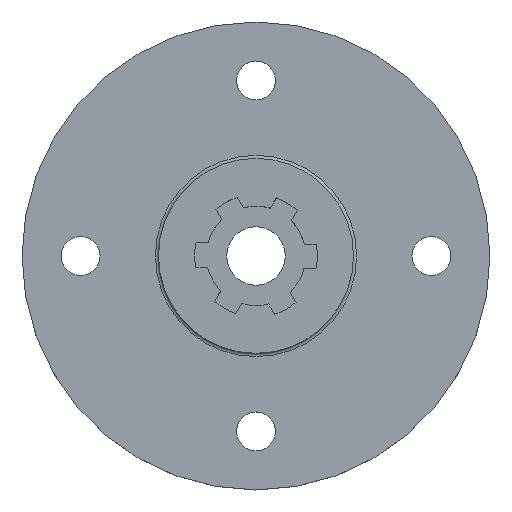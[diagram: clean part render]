
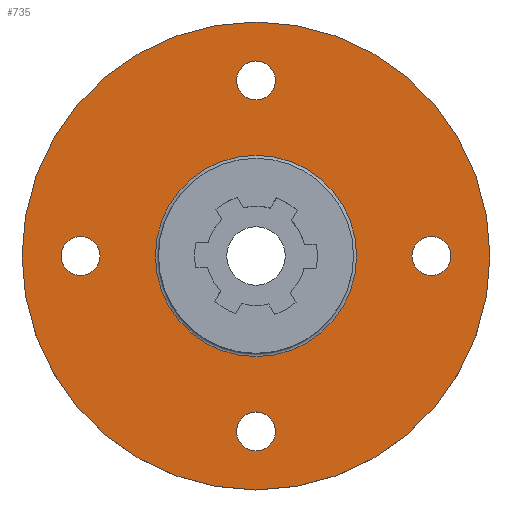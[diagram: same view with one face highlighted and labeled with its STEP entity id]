
A CAD part, top view. The second image highlights one B-rep face of the part: STEP entity #735.
In plain terms, the highlighted planar face has unit normal (0, 0, 1).
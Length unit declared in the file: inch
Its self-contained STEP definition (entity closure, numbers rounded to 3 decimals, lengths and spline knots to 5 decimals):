
#130=PLANE($,#785);
#173=FACE_BOUND($,#244,.T.);
#174=FACE_BOUND($,#245,.T.);
#175=FACE_BOUND($,#246,.T.);
#176=FACE_BOUND($,#247,.T.);
#177=FACE_BOUND($,#248,.T.);
#201=FACE_OUTER_BOUND($,#243,.T.);
#243=EDGE_LOOP($,(#531));
#244=EDGE_LOOP($,(#532));
#245=EDGE_LOOP($,(#533));
#246=EDGE_LOOP($,(#534));
#247=EDGE_LOOP($,(#535));
#248=EDGE_LOOP($,(#536));
#308=CIRCLE($,#782,0.645);
#310=CIRCLE($,#786,1.5);
#311=CIRCLE($,#787,0.125);
#312=CIRCLE($,#788,0.125);
#313=CIRCLE($,#789,0.125);
#314=CIRCLE($,#790,0.125);
#352=VERTEX_POINT($,#1108);
#354=VERTEX_POINT($,#1114);
#355=VERTEX_POINT($,#1116);
#356=VERTEX_POINT($,#1118);
#357=VERTEX_POINT($,#1120);
#358=VERTEX_POINT($,#1122);
#426=EDGE_CURVE($,#352,#352,#308,.T.);
#428=EDGE_CURVE($,#354,#354,#310,.T.);
#429=EDGE_CURVE($,#355,#355,#311,.T.);
#430=EDGE_CURVE($,#356,#356,#312,.T.);
#431=EDGE_CURVE($,#357,#357,#313,.T.);
#432=EDGE_CURVE($,#358,#358,#314,.T.);
#531=ORIENTED_EDGE($,*,*,#428,.F.);
#532=ORIENTED_EDGE($,*,*,#429,.T.);
#533=ORIENTED_EDGE($,*,*,#430,.T.);
#534=ORIENTED_EDGE($,*,*,#431,.T.);
#535=ORIENTED_EDGE($,*,*,#432,.T.);
#536=ORIENTED_EDGE($,*,*,#426,.F.);
#735=ADVANCED_FACE($,(#201,#173,#174,#175,#176,#177),#130,.F.);
#782=AXIS2_PLACEMENT_3D($,#1109,#874,#875);
#785=AXIS2_PLACEMENT_3D($,#1113,#880,#881);
#786=AXIS2_PLACEMENT_3D($,#1115,#882,#883);
#787=AXIS2_PLACEMENT_3D($,#1117,#884,#885);
#788=AXIS2_PLACEMENT_3D($,#1119,#886,#887);
#789=AXIS2_PLACEMENT_3D($,#1121,#888,#889);
#790=AXIS2_PLACEMENT_3D($,#1123,#890,#891);
#874=DIRECTION('center_axis',(0.,0.,1.));
#875=DIRECTION('ref_axis',(-1.,0.,0.));
#880=DIRECTION('center_axis',(0.,0.,-1.));
#881=DIRECTION('ref_axis',(-1.,0.,0.));
#882=DIRECTION('center_axis',(0.,0.,-1.));
#883=DIRECTION('ref_axis',(-1.,0.,0.));
#884=DIRECTION('center_axis',(0.,0.,-1.));
#885=DIRECTION('ref_axis',(1.,0.,0.));
#886=DIRECTION('center_axis',(0.,0.,-1.));
#887=DIRECTION('ref_axis',(0.,-1.,0.));
#888=DIRECTION('center_axis',(0.,0.,-1.));
#889=DIRECTION('ref_axis',(0.,1.,0.));
#890=DIRECTION('center_axis',(0.,0.,-1.));
#891=DIRECTION('ref_axis',(-1.,0.,0.));
#1108=CARTESIAN_POINT('',(0.645,0.,0.125));
#1109=CARTESIAN_POINT('Origin',(0.,0.,0.125));
#1113=CARTESIAN_POINT('Origin',(0.,0.,0.125));
#1114=CARTESIAN_POINT('',(1.5,0.,0.125));
#1115=CARTESIAN_POINT('Origin',(0.,0.,0.125));
#1116=CARTESIAN_POINT('',(0.125,1.125,0.125));
#1117=CARTESIAN_POINT('Origin',(0.,1.125,0.125));
#1118=CARTESIAN_POINT('',(1.125,-0.125,0.125));
#1119=CARTESIAN_POINT('Origin',(1.125,0.,0.125));
#1120=CARTESIAN_POINT('',(-1.125,0.125,0.125));
#1121=CARTESIAN_POINT('Origin',(-1.125,0.,0.125));
#1122=CARTESIAN_POINT('',(-0.125,-1.125,0.125));
#1123=CARTESIAN_POINT('Origin',(0.,-1.125,0.125));
